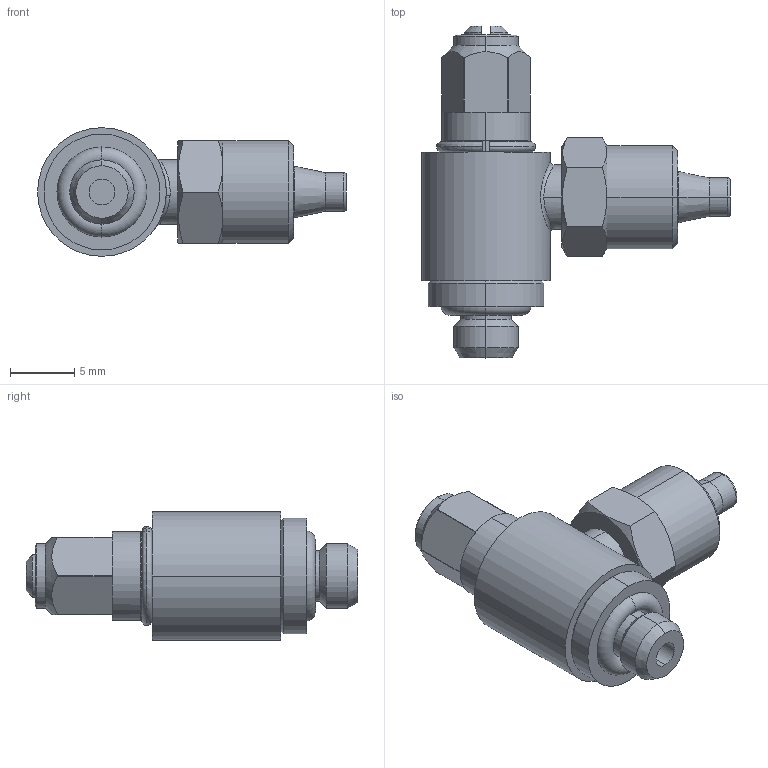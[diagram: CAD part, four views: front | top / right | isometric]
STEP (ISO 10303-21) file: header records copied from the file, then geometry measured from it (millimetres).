
FILE_DESCRIPTION (( 'STEP AP203' ), '1' );
FILE_NAME ('04100V20.STEP', '2010-04-19T13:15:32', ( '' ), ( 'sopra-pneumatic' ), 'SwSTEP 2.0', 'SolidWorks 2009', '' );
FILE_SCHEMA (( 'CONFIG_CONTROL_DESIGN' ));
Length unit declared in the file: millimetre
Products named in the file (1): 04100V20
Bounding box: 24 x 25.8 x 10 mm (x, y, z)
Volume: 1761.8 mm3; surface area: 1330.8 mm2
Topology: 2 solids, 2 shells, 114 faces, 255 edges, 158 vertices
Faces by surface type: plane 40, cylinder 36, cone 30, torus 6, bspline 2
Entity records: 4165 total; most frequent: CARTESIAN_POINT 1541, DIRECTION 557, ORIENTED_EDGE 510, EDGE_CURVE 255, AXIS2_PLACEMENT_3D 233, VERTEX_POINT 158, EDGE_LOOP 127, CIRCLE 120
